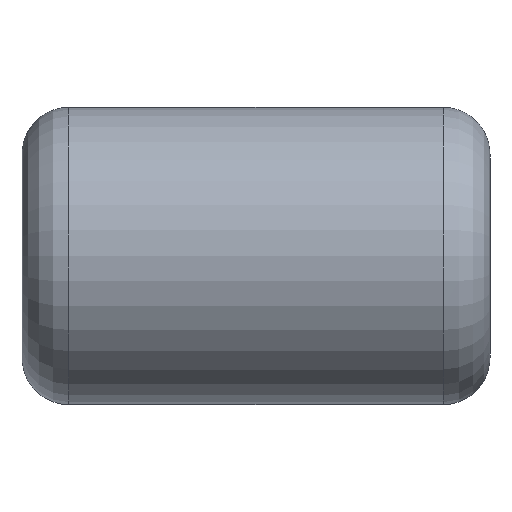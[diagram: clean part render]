
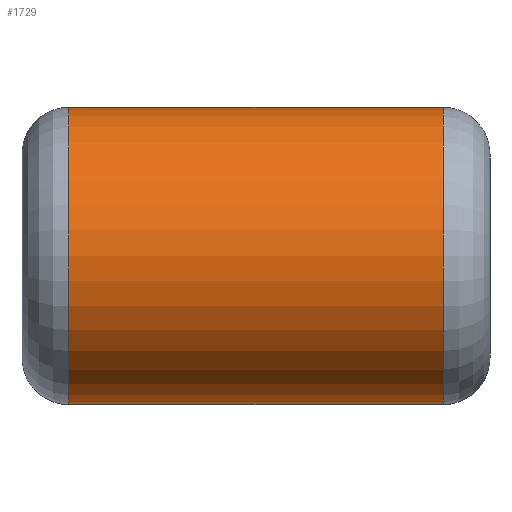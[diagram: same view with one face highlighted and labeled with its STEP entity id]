
A CAD part, top view. The second image highlights one B-rep face of the part: STEP entity #1729.
In plain terms, the highlighted cylindrical face has radius 4 mm (diameter 8 mm), a partial arc.
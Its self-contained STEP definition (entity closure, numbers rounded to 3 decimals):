
#1329=CARTESIAN_POINT('',(5.04,4.0,12.0));
#1330=VERTEX_POINT('',#1329);
#1379=CARTESIAN_POINT('',(-5.04,4.0,12.0));
#1380=VERTEX_POINT('',#1379);
#1498=CARTESIAN_POINT('',(5.04,-4.0,12.0));
#1499=VERTEX_POINT('',#1498);
#1571=CARTESIAN_POINT('',(-0.0,4.0,12.0));
#1572=DIRECTION('',(-1.0,0.0,0.0));
#1573=VECTOR('',#1572,1.0);
#1574=LINE('',#1571,#1573);
#1575=EDGE_CURVE('n� 72',#1330,#1380,#1574,.T.);
#1630=CARTESIAN_POINT('',(-5.04,-4.0,12.0));
#1631=VERTEX_POINT('',#1630);
#1655=CARTESIAN_POINT('',(0.0,-4.0,12.0));
#1656=DIRECTION('',(1.0,0.0,0.0));
#1657=VECTOR('',#1656,1.0);
#1658=LINE('',#1655,#1657);
#1659=EDGE_CURVE('n� 10',#1631,#1499,#1658,.T.);
#1676=CARTESIAN_POINT('',(5.04,-0.0,12.0));
#1677=DIRECTION('',(-1.0,-0.0,-0.0));
#1678=DIRECTION('',(0.0,1.0,0.0));
#1679=AXIS2_PLACEMENT_3D('',#1676,#1677,#1678);
#1680=CIRCLE('',#1679,4.0);
#1681=EDGE_CURVE('n� 14',#1499,#1330,#1680,.T.);
#1696=CARTESIAN_POINT('',(-5.04,-0.0,12.0));
#1697=DIRECTION('',(1.0,0.0,0.0));
#1698=DIRECTION('',(0.0,1.0,0.0));
#1699=AXIS2_PLACEMENT_3D('',#1696,#1697,#1698);
#1700=CIRCLE('',#1699,4.0);
#1701=EDGE_CURVE('n� 21',#1380,#1631,#1700,.T.);
#1718=ORIENTED_EDGE('',*,*,#1681,.T.);
#1719=ORIENTED_EDGE('',*,*,#1575,.T.);
#1720=ORIENTED_EDGE('',*,*,#1701,.T.);
#1721=ORIENTED_EDGE('',*,*,#1659,.T.);
#1722=EDGE_LOOP('',(#1718,#1719,#1720,#1721));
#1723=FACE_OUTER_BOUND('',#1722,.T.);
#1724=CARTESIAN_POINT('',(0.0,-0.0,12.0));
#1725=DIRECTION('',(1.0,0.0,0.0));
#1726=DIRECTION('',(0.0,1.0,0.0));
#1727=AXIS2_PLACEMENT_3D('',#1724,#1725,#1726);
#1728=CYLINDRICAL_SURFACE('',#1727,4.0);
#1729=ADVANCED_FACE('n� 2',(#1723),#1728,.T.);
